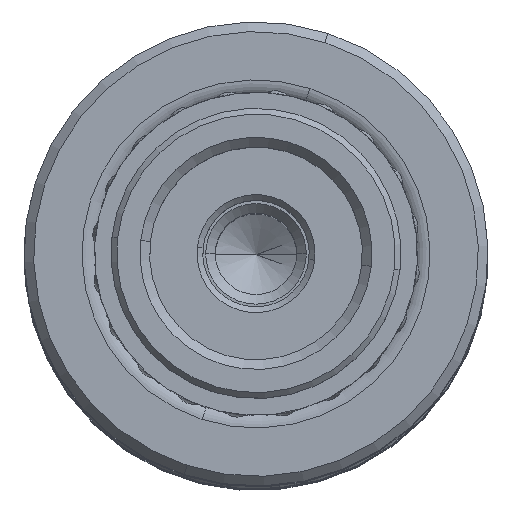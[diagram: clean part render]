
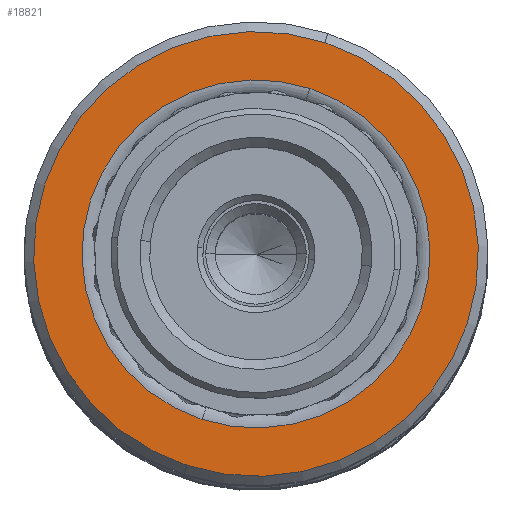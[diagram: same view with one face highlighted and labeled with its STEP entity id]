
A CAD part, top view. The second image highlights one B-rep face of the part: STEP entity #18821.
In plain terms, the highlighted face is planar.
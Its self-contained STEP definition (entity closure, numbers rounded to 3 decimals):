
#81 = PLANE ( 'NONE',  #20517 ) ;
#224 = CIRCLE ( 'NONE', #19114, 11.5 ) ;
#697 = AXIS2_PLACEMENT_3D ( 'NONE', #33098, #16168, #35965 ) ;
#2618 = CARTESIAN_POINT ( 'NONE',  ( 0., 0., 0. ) ) ;
#2931 = CARTESIAN_POINT ( 'NONE',  ( 0., 0., 0. ) ) ;
#3681 = EDGE_CURVE ( 'NONE', #5720, #7088, #34295, .T. ) ;
#4090 = EDGE_LOOP ( 'NONE', ( #24586, #22983 ) ) ;
#5486 = DIRECTION ( 'NONE',  ( 1., 0., 0. ) ) ;
#5720 = VERTEX_POINT ( 'NONE', #35533 ) ;
#7088 = VERTEX_POINT ( 'NONE', #22362 ) ;
#7789 = DIRECTION ( 'NONE',  ( 0., 0., 1. ) ) ;
#8155 = CARTESIAN_POINT ( 'NONE',  ( 0., 0., 0. ) ) ;
#8632 = DIRECTION ( 'NONE',  ( 0., 0., 1. ) ) ;
#9948 = CIRCLE ( 'NONE', #16806, 9. ) ;
#11024 = DIRECTION ( 'NONE',  ( 1., 0., 0. ) ) ;
#11269 = EDGE_CURVE ( 'NONE', #12912, #35846, #9948, .T. ) ;
#12912 = VERTEX_POINT ( 'NONE', #26548 ) ;
#14511 = EDGE_LOOP ( 'NONE', ( #31952, #34996 ) ) ;
#16168 = DIRECTION ( 'NONE',  ( 0., 0., -1. ) ) ;
#16806 = AXIS2_PLACEMENT_3D ( 'NONE', #8155, #27969, #11024 ) ;
#18819 = FACE_OUTER_BOUND ( 'NONE', #14511, .T. ) ;
#18821 = ADVANCED_FACE ( 'NONE', ( #33846, #18819 ), #81, .F. ) ;
#19114 = AXIS2_PLACEMENT_3D ( 'NONE', #2618, #22447, #5486 ) ;
#19902 = EDGE_CURVE ( 'NONE', #7088, #5720, #224, .T. ) ;
#20517 = AXIS2_PLACEMENT_3D ( 'NONE', #2931, #8632, #28435 ) ;
#20925 = AXIS2_PLACEMENT_3D ( 'NONE', #24746, #7789, #27593 ) ;
#22362 = CARTESIAN_POINT ( 'NONE',  ( 11.5, 0., 0. ) ) ;
#22447 = DIRECTION ( 'NONE',  ( 0., 0., -1. ) ) ;
#22727 = CIRCLE ( 'NONE', #20925, 9. ) ;
#22983 = ORIENTED_EDGE ( 'NONE', *, *, #11269, .T. ) ;
#24586 = ORIENTED_EDGE ( 'NONE', *, *, #29402, .T. ) ;
#24746 = CARTESIAN_POINT ( 'NONE',  ( 0., 0., 0. ) ) ;
#26548 = CARTESIAN_POINT ( 'NONE',  ( -9., 0., 0. ) ) ;
#27593 = DIRECTION ( 'NONE',  ( 1., 0., 0. ) ) ;
#27969 = DIRECTION ( 'NONE',  ( 0., 0., 1. ) ) ;
#28435 = DIRECTION ( 'NONE',  ( 1., 0., 0. ) ) ;
#29402 = EDGE_CURVE ( 'NONE', #35846, #12912, #22727, .T. ) ;
#31246 = CARTESIAN_POINT ( 'NONE',  ( 9., 0., 0. ) ) ;
#31952 = ORIENTED_EDGE ( 'NONE', *, *, #19902, .T. ) ;
#33098 = CARTESIAN_POINT ( 'NONE',  ( 0., 0., 0. ) ) ;
#33846 = FACE_BOUND ( 'NONE', #4090, .T. ) ;
#34295 = CIRCLE ( 'NONE', #697, 11.5 ) ;
#34996 = ORIENTED_EDGE ( 'NONE', *, *, #3681, .T. ) ;
#35533 = CARTESIAN_POINT ( 'NONE',  ( -11.5, 0., 0. ) ) ;
#35846 = VERTEX_POINT ( 'NONE', #31246 ) ;
#35965 = DIRECTION ( 'NONE',  ( 1., 0., 0. ) ) ;
